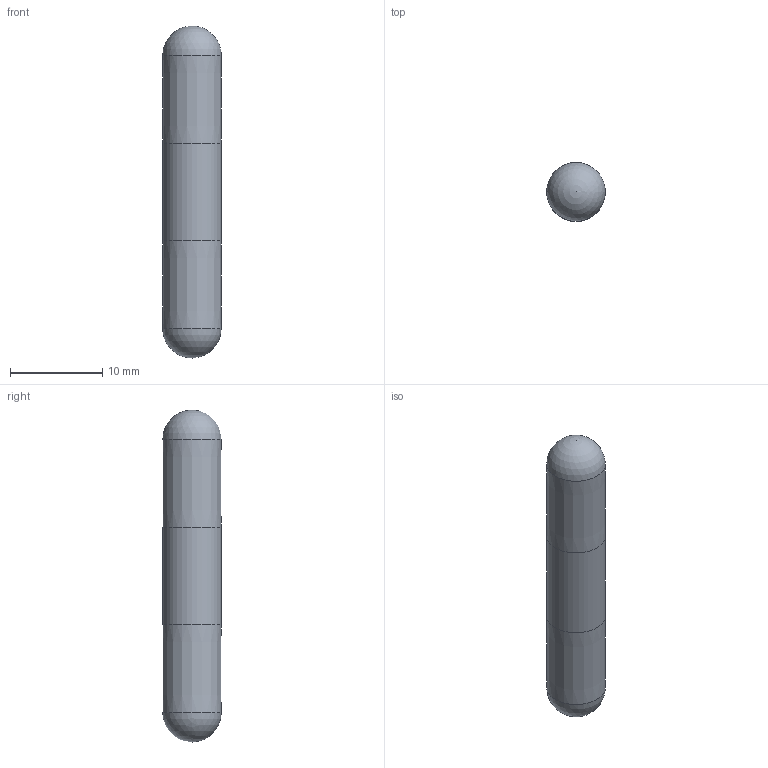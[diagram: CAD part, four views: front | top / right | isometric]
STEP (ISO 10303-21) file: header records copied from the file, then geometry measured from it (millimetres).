
FILE_DESCRIPTION(/* description */ (''),/* implementation_level */ '2;1');
FILE_NAME(/* name */ 'C5321-.250XD2B.0DZ2_Basic.stp',/* time_stamp */ '2024-07-19T08:33:10+05:00',/* author */ (''),/* organization */ (''),/* preprocessor_version */ 'ST-DEVELOPER v18.102',/* originating_system */ 'SIEMENS PLM Software NX2206.8101',/* authorisation */ '');
FILE_SCHEMA (('AUTOMOTIVE_DESIGN { 1 0 10303 214 3 1 1 1 }'));
Length unit declared in the file: millimetre
Products named in the file (1): inpu19109300uol8
Bounding box: 6.35 x 6.35 x 36 mm (x, y, z)
Volume: 1072.9 mm3; surface area: 844.8 mm2
Topology: 3 solids, 3 shells, 10 faces, 16 edges, 12 vertices
Faces by surface type: plane 5, sphere 2, cone 2, cylinder 1
Full cylindrical faces by diameter (mm): 6.35 x1
Entity records: 272 total; most frequent: DIRECTION 42, CARTESIAN_POINT 42, AXIS2_PLACEMENT_3D 21, EDGE_LOOP 14, ORIENTED_EDGE 14, ADVANCED_FACE 10, FACE_BOUND 8, STYLED_ITEM 8
